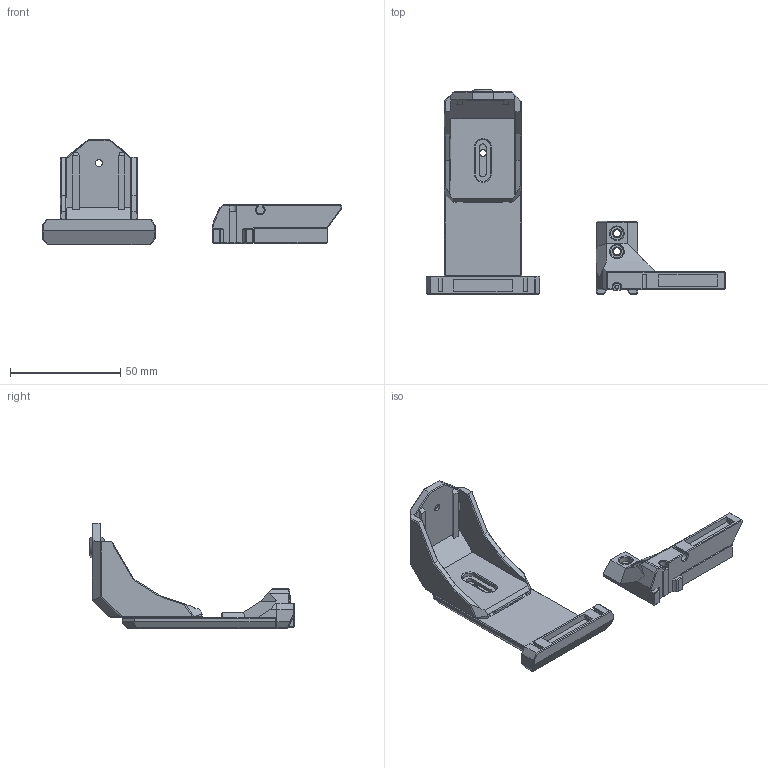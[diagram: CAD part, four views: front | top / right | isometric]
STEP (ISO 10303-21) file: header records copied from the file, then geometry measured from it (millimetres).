
FILE_DESCRIPTION(/* description */ ('','CAx-IF Rec.Pracs.---Representation and Presentation of Product Manufacturing Information (PMI)---4.0---2014-10-13'),/* implementation_level */ '2;1');
FILE_NAME(/* name */ 'Adjustable Gantry Nozzle wipe & static wipe rest v31.step',/* time_stamp */ '2025-01-13T14:56:43+13:00',/* author */ (''),/* organization */ (''),/* preprocessor_version */ 'ST-DEVELOPER v20',/* originating_system */ 'Autodesk Translation Framework v13.20.0.188',/* authorisation */ '');
FILE_SCHEMA (('AP242_MANAGED_MODEL_BASED_3D_ENGINEERING_MIM_LF { 1 0 10303 442 1 1 4 }'));
Length unit declared in the file: millimetre
Products named in the file (1): Adjustable Gantry Nozzle wipe & static wipe rest
Bounding box: 135.88 x 92.62 x 47.7 mm (x, y, z)
Volume: 40068 mm3; surface area: 22962.9 mm2
Topology: 4 solids, 6 shells, 410 faces, 968 edges, 583 vertices
Faces by surface type: plane 370, cone 20, cylinder 19, bspline 1
Full cylindrical faces by diameter (mm): 1.8 x1, 3 x1, 3.2 x3, 4.7 x2, 5.9 x2
Entity records: 11448 total; most frequent: CARTESIAN_POINT 2106, ORIENTED_EDGE 1936, DIRECTION 1827, EDGE_CURVE 968, LINE 879, VECTOR 879, VERTEX_POINT 583, AXIS2_PLACEMENT_3D 474
